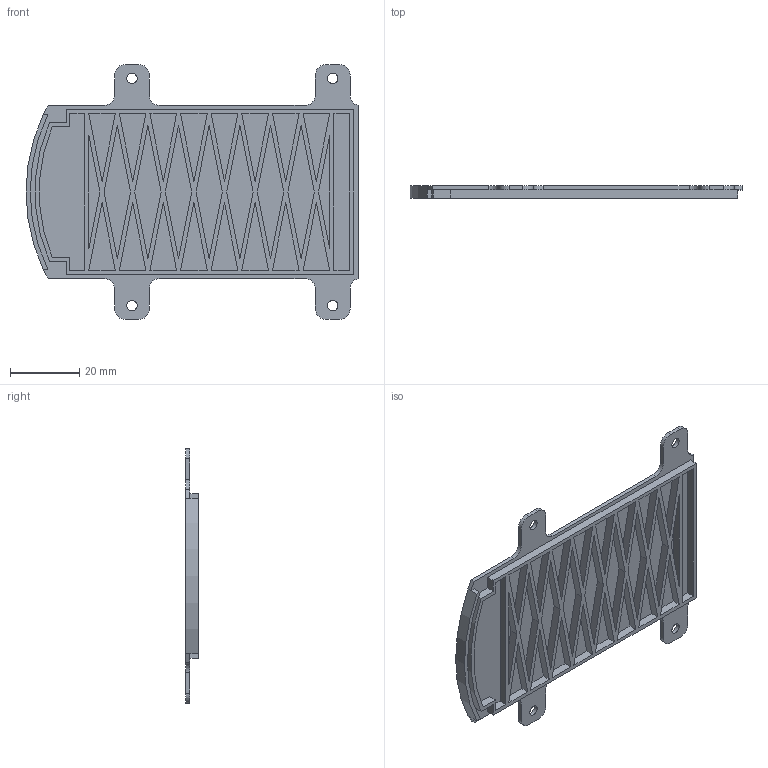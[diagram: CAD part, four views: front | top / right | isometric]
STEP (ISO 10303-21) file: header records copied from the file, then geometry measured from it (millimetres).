
FILE_DESCRIPTION(/* description */ (''),/* implementation_level */ '2;1');
FILE_NAME(/* name */ '',/* time_stamp */ '2024-09-26T09:54:49+03:00',/* author */ (''),/* organization */ (''),/* preprocessor_version */ 'ST-DEVELOPER v20',/* originating_system */ 'Autodesk Translation Framework v13.20.0.188',/* authorisation */ '');
FILE_SCHEMA (('AUTOMOTIVE_DESIGN { 1 0 10303 214 3 1 1 }'));
Length unit declared in the file: millimetre
Products named in the file (1): FusionComponent
Bounding box: 95.9 x 3.6 x 73.6 mm (x, y, z)
Volume: 9260.2 mm3; surface area: 15587.6 mm2
Topology: 1 solids, 1 shells, 178 faces, 442 edges, 294 vertices
Faces by surface type: plane 152, cylinder 26
Full cylindrical faces by diameter (mm): 3 x4
Entity records: 5271 total; most frequent: CARTESIAN_POINT 915, ORIENTED_EDGE 884, DIRECTION 852, EDGE_CURVE 442, LINE 390, VECTOR 390, VERTEX_POINT 294, AXIS2_PLACEMENT_3D 231
